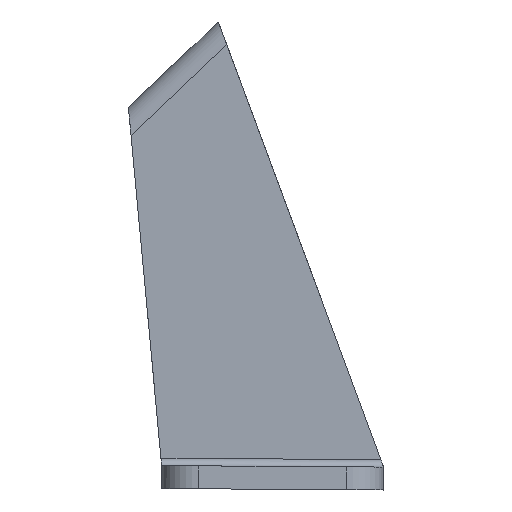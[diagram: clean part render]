
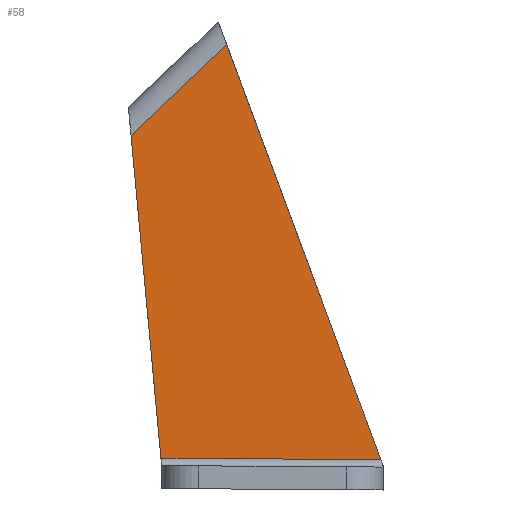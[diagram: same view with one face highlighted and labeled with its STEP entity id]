
A CAD part, front view. The second image highlights one B-rep face of the part: STEP entity #58.
In plain terms, the highlighted planar face has unit normal (0, -1, 0).
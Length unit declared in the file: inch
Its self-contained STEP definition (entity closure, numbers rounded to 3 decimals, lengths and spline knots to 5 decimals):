
#58=ADVANCED_FACE('',(#105),#106,.F.);
#105=FACE_OUTER_BOUND('',#177,.T.);
#106=PLANE('',#178);
#177=EDGE_LOOP('',(#333,#334,#335,#336));
#178=AXIS2_PLACEMENT_3D('',#337,#338,#339);
#333=ORIENTED_EDGE('',*,*,#551,.T.);
#334=ORIENTED_EDGE('',*,*,#563,.T.);
#335=ORIENTED_EDGE('',*,*,#561,.T.);
#336=ORIENTED_EDGE('',*,*,#538,.T.);
#337=CARTESIAN_POINT('',(-3.0012,0.86739,-7.61285));
#338=DIRECTION('',(0.,1.0,0.));
#339=DIRECTION('',(-0.007,0.,-1.));
#538=EDGE_CURVE('',#652,#656,#658,.T.);
#551=EDGE_CURVE('',#656,#677,#679,.T.);
#561=EDGE_CURVE('',#692,#652,#693,.T.);
#563=EDGE_CURVE('',#677,#692,#695,.T.);
#652=VERTEX_POINT('',#824);
#656=VERTEX_POINT('',#829);
#658=LINE('',#831,#832);
#677=VERTEX_POINT('',#855);
#679=LINE('',#857,#858);
#692=VERTEX_POINT('',#879);
#693=LINE('',#880,#881);
#695=LINE('',#883,#884);
#824=CARTESIAN_POINT('',(-3.00306,0.86739,-7.59283));
#829=CARTESIAN_POINT('',(-2.40866,0.86739,-7.59673));
#831=CARTESIAN_POINT('',(-3.00107,0.86739,-7.59285));
#832=VECTOR('',#1006,39.37008);
#855=CARTESIAN_POINT('',(-2.82543,0.86739,-6.47495));
#857=CARTESIAN_POINT('',(-2.40121,0.86739,-7.61678));
#858=VECTOR('',#1035,39.37008);
#879=CARTESIAN_POINT('',(-3.08396,0.86739,-6.7198));
#880=CARTESIAN_POINT('',(-3.091,0.86739,-6.64383));
#881=VECTOR('',#1047,39.37008);
#883=CARTESIAN_POINT('',(-3.48619,0.86739,-7.10075));
#884=VECTOR('',#1051,39.37008);
#1006=DIRECTION('',(1.,0.,-0.007));
#1035=DIRECTION('',(-0.348,0.,0.937));
#1047=DIRECTION('',(0.092,0.,-0.996));
#1051=DIRECTION('',(-0.726,0.,-0.688));
